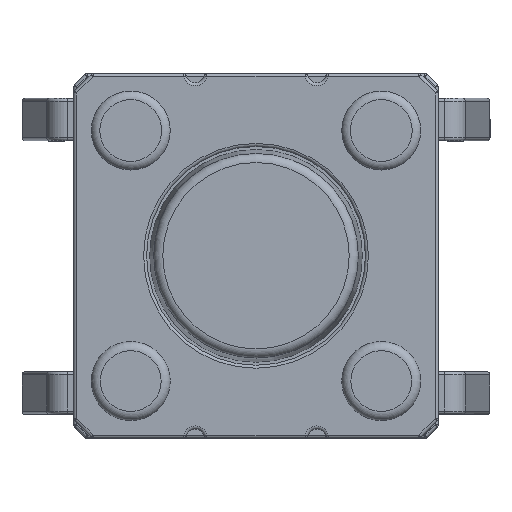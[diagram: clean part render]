
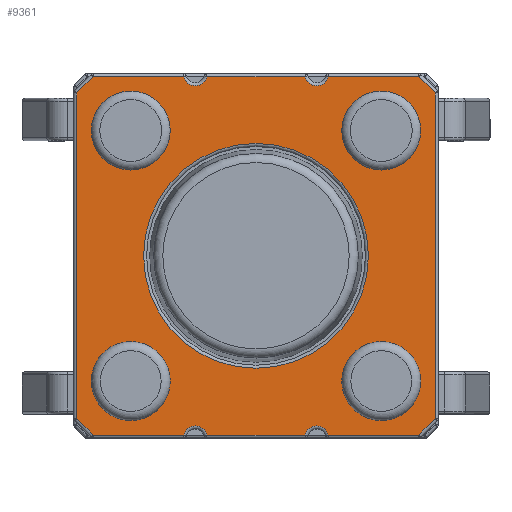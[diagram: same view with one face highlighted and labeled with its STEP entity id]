
A CAD part, top view. The second image highlights one B-rep face of the part: STEP entity #9361.
In plain terms, the highlighted planar face has unit normal (0, 0, 1).
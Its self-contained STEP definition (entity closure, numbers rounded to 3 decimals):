
#23=FACE_BOUND('',#1487,.T.);
#24=FACE_BOUND('',#1488,.T.);
#25=FACE_BOUND('',#1489,.T.);
#26=FACE_BOUND('',#1490,.T.);
#27=FACE_BOUND('',#1491,.T.);
#129=PLANE('',#10538);
#889=FACE_OUTER_BOUND('',#1486,.T.);
#1486=EDGE_LOOP('',(#7454,#7455,#7456,#7457,#7458,#7459,#7460,#7461,#7462,
#7463,#7464,#7465,#7466,#7467,#7468,#7469));
#1487=EDGE_LOOP('',(#7470));
#1488=EDGE_LOOP('',(#7471));
#1489=EDGE_LOOP('',(#7472));
#1490=EDGE_LOOP('',(#7473));
#1491=EDGE_LOOP('',(#7474));
#2050=LINE('',#16532,#2606);
#2051=LINE('',#16534,#2607);
#2052=LINE('',#16536,#2608);
#2053=LINE('',#16538,#2609);
#2054=LINE('',#16540,#2610);
#2055=LINE('',#16544,#2611);
#2056=LINE('',#16548,#2612);
#2057=LINE('',#16550,#2613);
#2058=LINE('',#16552,#2614);
#2059=LINE('',#16554,#2615);
#2060=LINE('',#16556,#2616);
#2061=LINE('',#16560,#2617);
#2606=VECTOR('',#13306,10.);
#2607=VECTOR('',#13307,10.);
#2608=VECTOR('',#13308,10.);
#2609=VECTOR('',#13309,10.);
#2610=VECTOR('',#13310,10.);
#2611=VECTOR('',#13313,10.);
#2612=VECTOR('',#13316,10.);
#2613=VECTOR('',#13317,10.);
#2614=VECTOR('',#13318,10.);
#2615=VECTOR('',#13319,10.);
#2616=VECTOR('',#13320,10.);
#2617=VECTOR('',#13323,10.);
#3270=CIRCLE('',#10534,0.55);
#3274=CIRCLE('',#10539,0.2);
#3275=CIRCLE('',#10540,0.2);
#3276=CIRCLE('',#10541,0.2);
#3277=CIRCLE('',#10542,0.2);
#3278=CIRCLE('',#10543,1.85);
#3279=CIRCLE('',#10544,0.55);
#3280=CIRCLE('',#10545,0.55);
#3281=CIRCLE('',#10546,0.55);
#3988=VERTEX_POINT('',#16522);
#3991=VERTEX_POINT('',#16530);
#3992=VERTEX_POINT('',#16531);
#3993=VERTEX_POINT('',#16533);
#3994=VERTEX_POINT('',#16535);
#3995=VERTEX_POINT('',#16537);
#3996=VERTEX_POINT('',#16539);
#3997=VERTEX_POINT('',#16541);
#3998=VERTEX_POINT('',#16543);
#3999=VERTEX_POINT('',#16545);
#4000=VERTEX_POINT('',#16547);
#4001=VERTEX_POINT('',#16549);
#4002=VERTEX_POINT('',#16551);
#4003=VERTEX_POINT('',#16553);
#4004=VERTEX_POINT('',#16555);
#4005=VERTEX_POINT('',#16557);
#4006=VERTEX_POINT('',#16559);
#4007=VERTEX_POINT('',#16562);
#4008=VERTEX_POINT('',#16564);
#4009=VERTEX_POINT('',#16566);
#4010=VERTEX_POINT('',#16568);
#5159=EDGE_CURVE('',#3988,#3988,#3270,.T.);
#5163=EDGE_CURVE('',#3991,#3992,#2050,.T.);
#5164=EDGE_CURVE('',#3993,#3991,#2051,.T.);
#5165=EDGE_CURVE('',#3994,#3993,#2052,.T.);
#5166=EDGE_CURVE('',#3995,#3994,#2053,.T.);
#5167=EDGE_CURVE('',#3996,#3995,#2054,.T.);
#5168=EDGE_CURVE('',#3997,#3996,#3274,.T.);
#5169=EDGE_CURVE('',#3998,#3997,#2055,.T.);
#5170=EDGE_CURVE('',#3999,#3998,#3275,.T.);
#5171=EDGE_CURVE('',#4000,#3999,#2056,.T.);
#5172=EDGE_CURVE('',#4001,#4000,#2057,.T.);
#5173=EDGE_CURVE('',#4002,#4001,#2058,.T.);
#5174=EDGE_CURVE('',#4003,#4002,#2059,.T.);
#5175=EDGE_CURVE('',#4004,#4003,#2060,.T.);
#5176=EDGE_CURVE('',#4005,#4004,#3276,.T.);
#5177=EDGE_CURVE('',#4006,#4005,#2061,.T.);
#5178=EDGE_CURVE('',#3992,#4006,#3277,.T.);
#5179=EDGE_CURVE('',#4007,#4007,#3278,.T.);
#5180=EDGE_CURVE('',#4008,#4008,#3279,.T.);
#5181=EDGE_CURVE('',#4009,#4009,#3280,.T.);
#5182=EDGE_CURVE('',#4010,#4010,#3281,.T.);
#7454=ORIENTED_EDGE('',*,*,#5163,.F.);
#7455=ORIENTED_EDGE('',*,*,#5164,.F.);
#7456=ORIENTED_EDGE('',*,*,#5165,.F.);
#7457=ORIENTED_EDGE('',*,*,#5166,.F.);
#7458=ORIENTED_EDGE('',*,*,#5167,.F.);
#7459=ORIENTED_EDGE('',*,*,#5168,.F.);
#7460=ORIENTED_EDGE('',*,*,#5169,.F.);
#7461=ORIENTED_EDGE('',*,*,#5170,.F.);
#7462=ORIENTED_EDGE('',*,*,#5171,.F.);
#7463=ORIENTED_EDGE('',*,*,#5172,.F.);
#7464=ORIENTED_EDGE('',*,*,#5173,.F.);
#7465=ORIENTED_EDGE('',*,*,#5174,.F.);
#7466=ORIENTED_EDGE('',*,*,#5175,.F.);
#7467=ORIENTED_EDGE('',*,*,#5176,.F.);
#7468=ORIENTED_EDGE('',*,*,#5177,.F.);
#7469=ORIENTED_EDGE('',*,*,#5178,.F.);
#7470=ORIENTED_EDGE('',*,*,#5179,.F.);
#7471=ORIENTED_EDGE('',*,*,#5180,.F.);
#7472=ORIENTED_EDGE('',*,*,#5181,.F.);
#7473=ORIENTED_EDGE('',*,*,#5182,.F.);
#7474=ORIENTED_EDGE('',*,*,#5159,.F.);
#9361=ADVANCED_FACE('',(#889,#23,#24,#25,#26,#27),#129,.T.);
#10534=AXIS2_PLACEMENT_3D('',#16523,#13296,#13297);
#10538=AXIS2_PLACEMENT_3D('',#16529,#13304,#13305);
#10539=AXIS2_PLACEMENT_3D('',#16542,#13311,#13312);
#10540=AXIS2_PLACEMENT_3D('',#16546,#13314,#13315);
#10541=AXIS2_PLACEMENT_3D('',#16558,#13321,#13322);
#10542=AXIS2_PLACEMENT_3D('',#16561,#13324,#13325);
#10543=AXIS2_PLACEMENT_3D('',#16563,#13326,#13327);
#10544=AXIS2_PLACEMENT_3D('',#16565,#13328,#13329);
#10545=AXIS2_PLACEMENT_3D('',#16567,#13330,#13331);
#10546=AXIS2_PLACEMENT_3D('',#16569,#13332,#13333);
#13296=DIRECTION('center_axis',(0.,0.,1.));
#13297=DIRECTION('ref_axis',(-1.,0.,0.));
#13304=DIRECTION('center_axis',(0.,0.,1.));
#13305=DIRECTION('ref_axis',(1.,0.,0.));
#13306=DIRECTION('',(-1.,0.,0.));
#13307=DIRECTION('',(-0.707,-0.707,0.));
#13308=DIRECTION('',(0.,-1.,0.));
#13309=DIRECTION('',(0.707,-0.707,0.));
#13310=DIRECTION('',(1.,0.,0.));
#13311=DIRECTION('center_axis',(0.,0.,1.));
#13312=DIRECTION('ref_axis',(0.,-1.,0.));
#13313=DIRECTION('',(1.,0.,0.));
#13314=DIRECTION('center_axis',(0.,0.,1.));
#13315=DIRECTION('ref_axis',(0.,-1.,0.));
#13316=DIRECTION('',(1.,0.,0.));
#13317=DIRECTION('',(0.707,0.707,0.));
#13318=DIRECTION('',(0.,1.,0.));
#13319=DIRECTION('',(-0.707,0.707,0.));
#13320=DIRECTION('',(-1.,0.,0.));
#13321=DIRECTION('center_axis',(0.,0.,1.));
#13322=DIRECTION('ref_axis',(0.,1.,0.));
#13323=DIRECTION('',(-1.,0.,0.));
#13324=DIRECTION('center_axis',(0.,0.,1.));
#13325=DIRECTION('ref_axis',(0.,1.,0.));
#13326=DIRECTION('center_axis',(0.,0.,1.));
#13327=DIRECTION('ref_axis',(-1.,0.,0.));
#13328=DIRECTION('center_axis',(0.,0.,1.));
#13329=DIRECTION('ref_axis',(-1.,0.,0.));
#13330=DIRECTION('center_axis',(0.,0.,1.));
#13331=DIRECTION('ref_axis',(-1.,0.,0.));
#13332=DIRECTION('center_axis',(0.,0.,1.));
#13333=DIRECTION('ref_axis',(-1.,0.,0.));
#16522=CARTESIAN_POINT('',(-4.762,4.312,3.4));
#16523=CARTESIAN_POINT('Origin',(-5.312,4.312,3.4));
#16529=CARTESIAN_POINT('Origin',(-3.251,2.25,3.4));
#16530=CARTESIAN_POINT('',(-0.571,-0.7,3.4));
#16531=CARTESIAN_POINT('',(-2.057,-0.7,3.4));
#16532=CARTESIAN_POINT('',(-4.751,-0.7,3.4));
#16533=CARTESIAN_POINT('',(-0.301,-0.429,3.4));
#16534=CARTESIAN_POINT('',(-0.436,-0.564,3.4));
#16535=CARTESIAN_POINT('',(-0.301,4.929,3.4));
#16536=CARTESIAN_POINT('',(-0.301,0.75,3.4));
#16537=CARTESIAN_POINT('',(-0.571,5.2,3.4));
#16538=CARTESIAN_POINT('',(-0.436,5.065,3.4));
#16539=CARTESIAN_POINT('',(-2.057,5.2,3.4));
#16540=CARTESIAN_POINT('',(-1.751,5.2,3.4));
#16541=CARTESIAN_POINT('',(-2.444,5.2,3.4));
#16542=CARTESIAN_POINT('Origin',(-2.251,5.25,3.4));
#16543=CARTESIAN_POINT('',(-4.057,5.2,3.4));
#16544=CARTESIAN_POINT('',(-1.751,5.2,3.4));
#16545=CARTESIAN_POINT('',(-4.444,5.2,3.4));
#16546=CARTESIAN_POINT('Origin',(-4.251,5.25,3.4));
#16547=CARTESIAN_POINT('',(-5.93,5.2,3.4));
#16548=CARTESIAN_POINT('',(-1.751,5.2,3.4));
#16549=CARTESIAN_POINT('',(-6.201,4.929,3.4));
#16550=CARTESIAN_POINT('',(-6.065,5.065,3.4));
#16551=CARTESIAN_POINT('',(-6.201,-0.429,3.4));
#16552=CARTESIAN_POINT('',(-6.201,3.75,3.4));
#16553=CARTESIAN_POINT('',(-5.93,-0.7,3.4));
#16554=CARTESIAN_POINT('',(-6.065,-0.564,3.4));
#16555=CARTESIAN_POINT('',(-4.444,-0.7,3.4));
#16556=CARTESIAN_POINT('',(-4.751,-0.7,3.4));
#16557=CARTESIAN_POINT('',(-4.057,-0.7,3.4));
#16558=CARTESIAN_POINT('Origin',(-4.251,-0.75,3.4));
#16559=CARTESIAN_POINT('',(-2.444,-0.7,3.4));
#16560=CARTESIAN_POINT('',(-4.751,-0.7,3.4));
#16561=CARTESIAN_POINT('Origin',(-2.251,-0.75,3.4));
#16562=CARTESIAN_POINT('',(-1.401,2.25,3.4));
#16563=CARTESIAN_POINT('Origin',(-3.251,2.25,3.4));
#16564=CARTESIAN_POINT('',(-0.639,0.189,3.4));
#16565=CARTESIAN_POINT('Origin',(-1.189,0.189,3.4));
#16566=CARTESIAN_POINT('',(-4.762,0.189,3.4));
#16567=CARTESIAN_POINT('Origin',(-5.312,0.189,3.4));
#16568=CARTESIAN_POINT('',(-0.639,4.312,3.4));
#16569=CARTESIAN_POINT('Origin',(-1.189,4.312,3.4));
